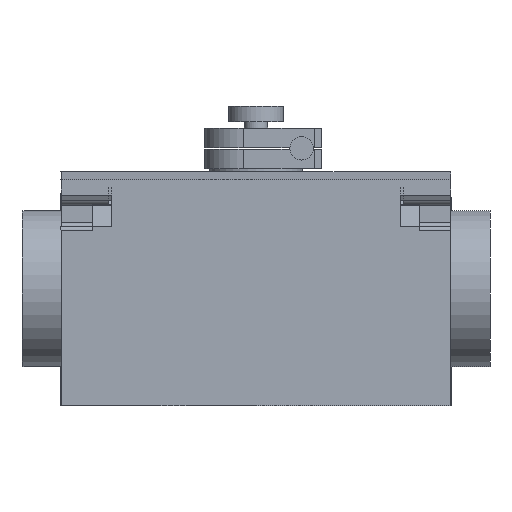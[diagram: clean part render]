
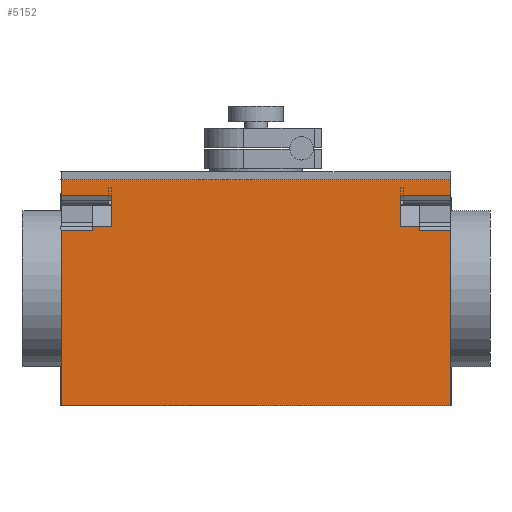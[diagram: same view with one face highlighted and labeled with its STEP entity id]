
A CAD part, front view. The second image highlights one B-rep face of the part: STEP entity #5152.
In plain terms, the highlighted planar face has unit normal (0, -1, 0).
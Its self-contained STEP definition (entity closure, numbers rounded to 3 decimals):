
#4463=CARTESIAN_POINT('',(43.5,0.,22.999));
#4464=VERTEX_POINT('',#4463);
#4498=CARTESIAN_POINT('',(43.5,0.,27.0));
#4499=VERTEX_POINT('',#4498);
#4506=CARTESIAN_POINT('',(43.5,0.,22.999));
#4507=DIRECTION('',(0.0,0.0,1.0));
#4508=VECTOR('',#4507,4.001);
#4509=LINE('',#4506,#4508);
#4510=EDGE_CURVE('',#4464,#4499,#4509,.T.);
#4520=CARTESIAN_POINT('',(6.5,0.,27.0));
#4521=VERTEX_POINT('',#4520);
#4557=CARTESIAN_POINT('',(6.5,0.,22.999));
#4558=VERTEX_POINT('',#4557);
#4565=CARTESIAN_POINT('',(6.5,0.,27.0));
#4566=DIRECTION('',(0.0,0.0,-1.0));
#4567=VECTOR('',#4566,4.001);
#4568=LINE('',#4565,#4567);
#4569=EDGE_CURVE('',#4521,#4558,#4568,.T.);
#4633=CARTESIAN_POINT('',(0.0,0.,27.0));
#4634=VERTEX_POINT('',#4633);
#4641=CARTESIAN_POINT('',(0.0,0.,29.0));
#4642=VERTEX_POINT('',#4641);
#4643=CARTESIAN_POINT('',(0.0,0.,27.0));
#4644=DIRECTION('',(0.0,0.0,1.0));
#4645=VECTOR('',#4644,2.0);
#4646=LINE('',#4643,#4645);
#4647=EDGE_CURVE('',#4634,#4642,#4646,.T.);
#4673=CARTESIAN_POINT('',(0.0,0.0,0.0));
#4674=VERTEX_POINT('',#4673);
#4681=CARTESIAN_POINT('',(0.0,0.,22.5));
#4682=VERTEX_POINT('',#4681);
#4683=CARTESIAN_POINT('',(0.0,0.,0.0));
#4684=DIRECTION('',(0.0,0.0,1.0));
#4685=VECTOR('',#4684,22.5);
#4686=LINE('',#4683,#4685);
#4687=EDGE_CURVE('',#4674,#4682,#4686,.T.);
#4732=CARTESIAN_POINT('',(6.5,0.,27.0));
#4733=DIRECTION('',(-1.0,0.0,0.0));
#4734=VECTOR('',#4733,6.5);
#4735=LINE('',#4732,#4734);
#4736=EDGE_CURVE('',#4521,#4634,#4735,.T.);
#4965=CARTESIAN_POINT('',(4.0,0.,22.5));
#4966=VERTEX_POINT('',#4965);
#4974=CARTESIAN_POINT('',(4.0,0.,22.999));
#4975=VERTEX_POINT('',#4974);
#4976=CARTESIAN_POINT('',(4.0,0.,22.5));
#4977=DIRECTION('',(0.0,0.0,1.0));
#4978=VECTOR('',#4977,0.499);
#4979=LINE('',#4976,#4978);
#4980=EDGE_CURVE('',#4966,#4975,#4979,.T.);
#5008=CARTESIAN_POINT('',(6.5,0.,22.999));
#5009=DIRECTION('',(-1.0,0.0,0.0));
#5010=VECTOR('',#5009,2.5);
#5011=LINE('',#5008,#5010);
#5012=EDGE_CURVE('',#4558,#4975,#5011,.T.);
#5042=CARTESIAN_POINT('',(0.0,0.,22.5));
#5043=DIRECTION('',(1.0,0.0,0.0));
#5044=VECTOR('',#5043,4.0);
#5045=LINE('',#5042,#5044);
#5046=EDGE_CURVE('',#4682,#4966,#5045,.T.);
#5058=CARTESIAN_POINT('',(50.,0.,29.0));
#5059=VERTEX_POINT('',#5058);
#5060=CARTESIAN_POINT('',(0.0,0.,29.));
#5061=DIRECTION('',(1.0,0.0,0.0));
#5062=VECTOR('',#5061,50.);
#5063=LINE('',#5060,#5062);
#5064=EDGE_CURVE('',#4642,#5059,#5063,.T.);
#5084=CARTESIAN_POINT('',(41.1,0.,0.));
#5085=DIRECTION('',(0.0,-1.0,0.0));
#5086=DIRECTION('',(0.0,0.0,1.0));
#5087=AXIS2_PLACEMENT_3D('',#5084,#5085,#5086);
#5088=PLANE('',#5087);
#5089=CARTESIAN_POINT('',(50.,0.0,0.0));
#5090=VERTEX_POINT('',#5089);
#5091=CARTESIAN_POINT('',(0.0,0.,0.));
#5092=DIRECTION('',(1.0,0.0,0.0));
#5093=VECTOR('',#5092,50.);
#5094=LINE('',#5091,#5093);
#5095=EDGE_CURVE('',#4674,#5090,#5094,.T.);
#5096=ORIENTED_EDGE('',*,*,#5095,.T.);
#5097=CARTESIAN_POINT('',(50.,0.,22.5));
#5098=VERTEX_POINT('',#5097);
#5099=CARTESIAN_POINT('',(50.,0.,0.0));
#5100=DIRECTION('',(0.0,0.0,1.0));
#5101=VECTOR('',#5100,22.5);
#5102=LINE('',#5099,#5101);
#5103=EDGE_CURVE('',#5090,#5098,#5102,.T.);
#5104=ORIENTED_EDGE('',*,*,#5103,.T.);
#5105=CARTESIAN_POINT('',(46.,0.,22.5));
#5106=VERTEX_POINT('',#5105);
#5107=CARTESIAN_POINT('',(50.,0.,22.5));
#5108=DIRECTION('',(-1.0,0.0,0.0));
#5109=VECTOR('',#5108,4.0);
#5110=LINE('',#5107,#5109);
#5111=EDGE_CURVE('',#5098,#5106,#5110,.T.);
#5112=ORIENTED_EDGE('',*,*,#5111,.T.);
#5113=CARTESIAN_POINT('',(46.,0.,22.999));
#5114=VERTEX_POINT('',#5113);
#5115=CARTESIAN_POINT('',(46.,0.,22.5));
#5116=DIRECTION('',(0.0,0.0,1.0));
#5117=VECTOR('',#5116,0.499);
#5118=LINE('',#5115,#5117);
#5119=EDGE_CURVE('',#5106,#5114,#5118,.T.);
#5120=ORIENTED_EDGE('',*,*,#5119,.T.);
#5121=CARTESIAN_POINT('',(43.5,0.,22.999));
#5122=DIRECTION('',(1.0,0.0,0.0));
#5123=VECTOR('',#5122,2.5);
#5124=LINE('',#5121,#5123);
#5125=EDGE_CURVE('',#4464,#5114,#5124,.T.);
#5126=ORIENTED_EDGE('',*,*,#5125,.F.);
#5127=ORIENTED_EDGE('',*,*,#4510,.T.);
#5128=CARTESIAN_POINT('',(50.,0.,27.0));
#5129=VERTEX_POINT('',#5128);
#5130=CARTESIAN_POINT('',(43.5,0.,27.0));
#5131=DIRECTION('',(1.0,0.0,0.0));
#5132=VECTOR('',#5131,6.5);
#5133=LINE('',#5130,#5132);
#5134=EDGE_CURVE('',#4499,#5129,#5133,.T.);
#5135=ORIENTED_EDGE('',*,*,#5134,.T.);
#5136=CARTESIAN_POINT('',(50.,0.,27.0));
#5137=DIRECTION('',(0.0,0.0,1.0));
#5138=VECTOR('',#5137,2.0);
#5139=LINE('',#5136,#5138);
#5140=EDGE_CURVE('',#5129,#5059,#5139,.T.);
#5141=ORIENTED_EDGE('',*,*,#5140,.T.);
#5142=ORIENTED_EDGE('',*,*,#5064,.F.);
#5143=ORIENTED_EDGE('',*,*,#4647,.F.);
#5144=ORIENTED_EDGE('',*,*,#4736,.F.);
#5145=ORIENTED_EDGE('',*,*,#4569,.T.);
#5146=ORIENTED_EDGE('',*,*,#5012,.T.);
#5147=ORIENTED_EDGE('',*,*,#4980,.F.);
#5148=ORIENTED_EDGE('',*,*,#5046,.F.);
#5149=ORIENTED_EDGE('',*,*,#4687,.F.);
#5150=EDGE_LOOP('',(#5096,#5104,#5112,#5120,#5126,#5127,#5135,#5141,#5142,#5143,#5144,#5145,#5146,#5147,#5148,#5149));
#5151=FACE_OUTER_BOUND('',#5150,.T.);
#5152=ADVANCED_FACE('',(#5151),#5088,.T.);
